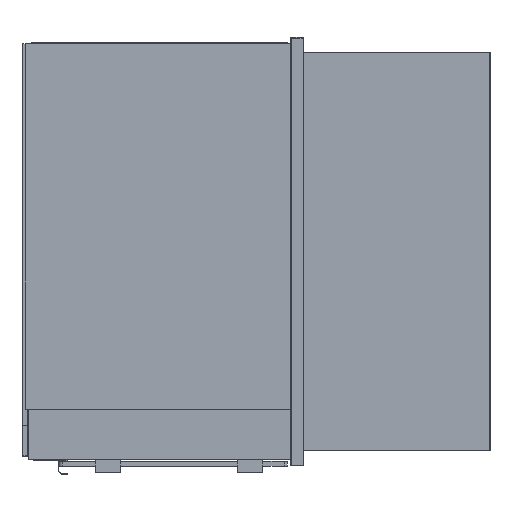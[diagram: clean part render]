
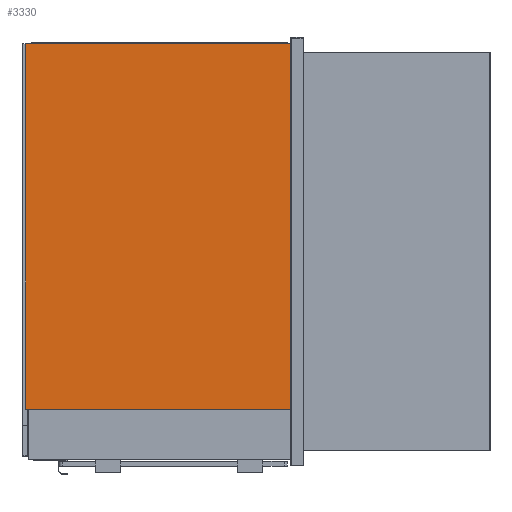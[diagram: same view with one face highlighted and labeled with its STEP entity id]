
A CAD part, left-side view. The second image highlights one B-rep face of the part: STEP entity #3330.
In plain terms, the highlighted planar face has unit normal (-1, 0, 0).
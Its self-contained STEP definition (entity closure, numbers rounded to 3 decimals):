
#1 = CARTESIAN_POINT ( 'NONE',  ( -725., 323., 337.5 ) ) ;
#158 = LINE ( 'NONE', #7472, #1983 ) ;
#162 = CARTESIAN_POINT ( 'NONE',  ( -725., 323., -255.5 ) ) ;
#231 = VECTOR ( 'NONE', #3486, 1000. ) ;
#879 = ORIENTED_EDGE ( 'NONE', *, *, #4634, .T. ) ;
#1983 = VECTOR ( 'NONE', #3127, 1000. ) ;
#2695 = CARTESIAN_POINT ( 'NONE',  ( -725., 753., 337.5 ) ) ;
#2965 = VECTOR ( 'NONE', #3106, 1000. ) ;
#3106 = DIRECTION ( 'NONE',  ( 0., 0., 1. ) ) ;
#3127 = DIRECTION ( 'NONE',  ( 0., 0., -1. ) ) ;
#3129 = VERTEX_POINT ( 'NONE', #1 ) ;
#3144 = VERTEX_POINT ( 'NONE', #5144 ) ;
#3170 = AXIS2_PLACEMENT_3D ( 'NONE', #6857, #8335, #3970 ) ;
#3330 = ADVANCED_FACE ( 'NONE', ( #9023 ), #6113, .T. ) ;
#3417 = LINE ( 'NONE', #162, #2965 ) ;
#3486 = DIRECTION ( 'NONE',  ( 0., -1., 0. ) ) ;
#3970 = DIRECTION ( 'NONE',  ( 0., 0., 1. ) ) ;
#4307 = CARTESIAN_POINT ( 'NONE',  ( -725., 753., 337.5 ) ) ;
#4634 = EDGE_CURVE ( 'NONE', #7180, #6861, #158, .T. ) ;
#5144 = CARTESIAN_POINT ( 'NONE',  ( -725., 323., -255.5 ) ) ;
#5551 = CARTESIAN_POINT ( 'NONE',  ( -725., 753., -255.5 ) ) ;
#5695 = CARTESIAN_POINT ( 'NONE',  ( -725., 753., -255.5 ) ) ;
#6113 = PLANE ( 'NONE',  #3170 ) ;
#6519 = EDGE_CURVE ( 'NONE', #6861, #3144, #7074, .T. ) ;
#6612 = EDGE_LOOP ( 'NONE', ( #7498, #9407, #9316, #879 ) ) ;
#6857 = CARTESIAN_POINT ( 'NONE',  ( -725., 0., 0. ) ) ;
#6861 = VERTEX_POINT ( 'NONE', #5551 ) ;
#7074 = LINE ( 'NONE', #5695, #231 ) ;
#7127 = LINE ( 'NONE', #4307, #8284 ) ;
#7180 = VERTEX_POINT ( 'NONE', #2695 ) ;
#7472 = CARTESIAN_POINT ( 'NONE',  ( -725., 753., -255.5 ) ) ;
#7498 = ORIENTED_EDGE ( 'NONE', *, *, #6519, .T. ) ;
#7567 = EDGE_CURVE ( 'NONE', #3144, #3129, #3417, .T. ) ;
#8284 = VECTOR ( 'NONE', #9368, 1000. ) ;
#8335 = DIRECTION ( 'NONE',  ( -1., 0., 0. ) ) ;
#8748 = EDGE_CURVE ( 'NONE', #3129, #7180, #7127, .T. ) ;
#9023 = FACE_OUTER_BOUND ( 'NONE', #6612, .T. ) ;
#9316 = ORIENTED_EDGE ( 'NONE', *, *, #8748, .T. ) ;
#9368 = DIRECTION ( 'NONE',  ( 0., 1., 0. ) ) ;
#9407 = ORIENTED_EDGE ( 'NONE', *, *, #7567, .T. ) ;
